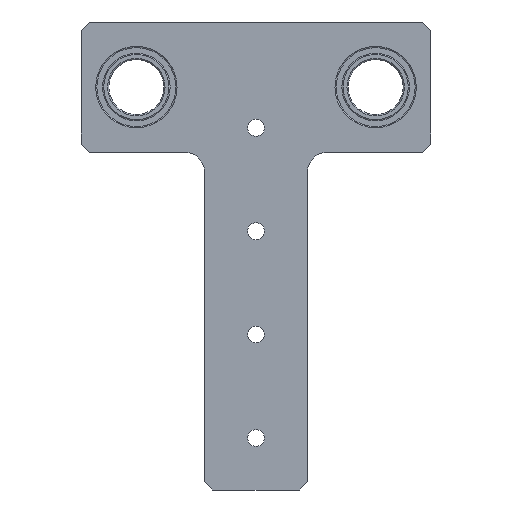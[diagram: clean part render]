
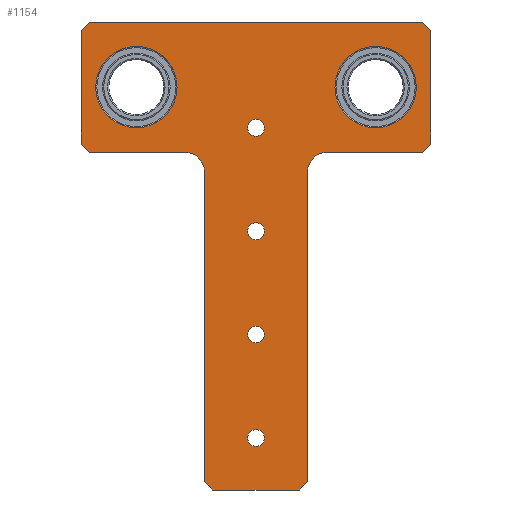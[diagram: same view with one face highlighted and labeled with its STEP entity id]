
A CAD part, front view. The second image highlights one B-rep face of the part: STEP entity #1154.
In plain terms, the highlighted planar face has unit normal (0, -1, 0).
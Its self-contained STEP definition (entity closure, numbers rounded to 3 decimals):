
#38=LINE('',#1548,#98);
#44=LINE('',#1562,#104);
#51=LINE('',#1577,#111);
#52=LINE('',#1579,#112);
#60=LINE('',#1597,#120);
#64=LINE('',#1606,#124);
#69=LINE('',#1615,#129);
#74=LINE('',#1626,#134);
#76=LINE('',#1642,#136);
#77=LINE('',#1643,#137);
#78=LINE('',#1644,#138);
#79=LINE('',#1646,#139);
#80=LINE('',#1647,#140);
#81=LINE('',#1649,#141);
#98=VECTOR('',#1308,1000.);
#104=VECTOR('',#1316,1000.);
#111=VECTOR('',#1325,1000.);
#112=VECTOR('',#1328,1000.);
#120=VECTOR('',#1338,1000.);
#124=VECTOR('',#1344,1000.);
#129=VECTOR('',#1351,1000.);
#134=VECTOR('',#1358,1000.);
#136=VECTOR('',#1374,1000.);
#137=VECTOR('',#1375,1000.);
#138=VECTOR('',#1376,1000.);
#139=VECTOR('',#1379,1000.);
#140=VECTOR('',#1380,1000.);
#141=VECTOR('',#1383,1000.);
#202=ORIENTED_EDGE('',*,*,#396,.T.);
#203=ORIENTED_EDGE('',*,*,#397,.T.);
#204=ORIENTED_EDGE('',*,*,#398,.T.);
#205=ORIENTED_EDGE('',*,*,#399,.T.);
#206=ORIENTED_EDGE('',*,*,#400,.T.);
#207=ORIENTED_EDGE('',*,*,#401,.T.);
#208=ORIENTED_EDGE('',*,*,#394,.F.);
#209=ORIENTED_EDGE('',*,*,#402,.T.);
#210=ORIENTED_EDGE('',*,*,#389,.F.);
#211=ORIENTED_EDGE('',*,*,#403,.T.);
#212=ORIENTED_EDGE('',*,*,#384,.F.);
#213=ORIENTED_EDGE('',*,*,#404,.T.);
#214=ORIENTED_EDGE('',*,*,#380,.F.);
#215=ORIENTED_EDGE('',*,*,#405,.T.);
#216=ORIENTED_EDGE('',*,*,#372,.F.);
#217=ORIENTED_EDGE('',*,*,#406,.T.);
#218=ORIENTED_EDGE('',*,*,#371,.F.);
#219=ORIENTED_EDGE('',*,*,#407,.T.);
#220=ORIENTED_EDGE('',*,*,#364,.F.);
#221=ORIENTED_EDGE('',*,*,#408,.T.);
#222=ORIENTED_EDGE('',*,*,#358,.F.);
#223=ORIENTED_EDGE('',*,*,#409,.T.);
#358=EDGE_CURVE('',#456,#457,#38,.T.);
#364=EDGE_CURVE('',#462,#463,#44,.T.);
#371=EDGE_CURVE('',#469,#466,#51,.T.);
#372=EDGE_CURVE('',#470,#471,#52,.T.);
#380=EDGE_CURVE('',#478,#479,#60,.T.);
#384=EDGE_CURVE('',#482,#483,#64,.T.);
#389=EDGE_CURVE('',#485,#486,#69,.T.);
#394=EDGE_CURVE('',#490,#491,#74,.T.);
#396=EDGE_CURVE('',#492,#492,#532,.T.);
#397=EDGE_CURVE('',#493,#493,#533,.T.);
#398=EDGE_CURVE('',#494,#494,#534,.T.);
#399=EDGE_CURVE('',#495,#495,#535,.T.);
#400=EDGE_CURVE('',#496,#496,#536,.T.);
#401=EDGE_CURVE('',#497,#497,#537,.T.);
#402=EDGE_CURVE('',#490,#486,#76,.F.);
#403=EDGE_CURVE('',#485,#483,#77,.F.);
#404=EDGE_CURVE('',#482,#479,#78,.F.);
#405=EDGE_CURVE('',#478,#471,#538,.F.);
#406=EDGE_CURVE('',#470,#466,#79,.F.);
#407=EDGE_CURVE('',#469,#463,#80,.F.);
#408=EDGE_CURVE('',#462,#457,#539,.F.);
#409=EDGE_CURVE('',#456,#491,#81,.F.);
#456=VERTEX_POINT('',#1549);
#457=VERTEX_POINT('',#1550);
#462=VERTEX_POINT('',#1561);
#463=VERTEX_POINT('',#1563);
#466=VERTEX_POINT('',#1571);
#469=VERTEX_POINT('',#1576);
#470=VERTEX_POINT('',#1580);
#471=VERTEX_POINT('',#1581);
#478=VERTEX_POINT('',#1596);
#479=VERTEX_POINT('',#1598);
#482=VERTEX_POINT('',#1605);
#483=VERTEX_POINT('',#1607);
#485=VERTEX_POINT('',#1614);
#486=VERTEX_POINT('',#1616);
#490=VERTEX_POINT('',#1625);
#491=VERTEX_POINT('',#1627);
#492=VERTEX_POINT('',#1631);
#493=VERTEX_POINT('',#1633);
#494=VERTEX_POINT('',#1635);
#495=VERTEX_POINT('',#1637);
#496=VERTEX_POINT('',#1639);
#497=VERTEX_POINT('',#1641);
#532=CIRCLE('',#1216,10.);
#533=CIRCLE('',#1217,10.);
#534=CIRCLE('',#1218,2.067);
#535=CIRCLE('',#1219,2.067);
#536=CIRCLE('',#1220,2.067);
#537=CIRCLE('',#1221,2.067);
#538=CIRCLE('',#1222,5.);
#539=CIRCLE('',#1223,5.);
#578=EDGE_LOOP('',(#202));
#579=EDGE_LOOP('',(#203));
#580=EDGE_LOOP('',(#204));
#581=EDGE_LOOP('',(#205));
#582=EDGE_LOOP('',(#206));
#583=EDGE_LOOP('',(#207));
#584=EDGE_LOOP('',(#208,#209,#210,#211,#212,#213,#214,#215,#216,#217,#218,
#219,#220,#221,#222,#223));
#670=FACE_BOUND('',#578,.T.);
#671=FACE_BOUND('',#579,.T.);
#672=FACE_BOUND('',#580,.T.);
#673=FACE_BOUND('',#581,.T.);
#674=FACE_BOUND('',#582,.T.);
#675=FACE_BOUND('',#583,.T.);
#676=FACE_BOUND('',#584,.T.);
#760=PLANE('',#1215);
#1154=ADVANCED_FACE('',(#670,#671,#672,#673,#674,#675,#676),#760,.T.);
#1215=AXIS2_PLACEMENT_3D('',#1629,#1360,#1361);
#1216=AXIS2_PLACEMENT_3D('',#1630,#1362,#1363);
#1217=AXIS2_PLACEMENT_3D('',#1632,#1364,#1365);
#1218=AXIS2_PLACEMENT_3D('',#1634,#1366,#1367);
#1219=AXIS2_PLACEMENT_3D('',#1636,#1368,#1369);
#1220=AXIS2_PLACEMENT_3D('',#1638,#1370,#1371);
#1221=AXIS2_PLACEMENT_3D('',#1640,#1372,#1373);
#1222=AXIS2_PLACEMENT_3D('',#1645,#1377,#1378);
#1223=AXIS2_PLACEMENT_3D('',#1648,#1381,#1382);
#1308=DIRECTION('',(-1.,0.,0.));
#1316=DIRECTION('',(0.,0.,-1.));
#1325=DIRECTION('',(-1.,0.,0.));
#1328=DIRECTION('',(0.,0.,1.));
#1338=DIRECTION('',(-1.,0.,0.));
#1344=DIRECTION('',(0.,0.,1.));
#1351=DIRECTION('',(1.,0.,0.));
#1358=DIRECTION('',(0.,0.,-1.));
#1360=DIRECTION('',(0.,-1.,0.));
#1361=DIRECTION('',(0.,0.,-1.));
#1362=DIRECTION('',(0.,1.,0.));
#1363=DIRECTION('',(-1.,0.,0.));
#1364=DIRECTION('',(0.,1.,0.));
#1365=DIRECTION('',(1.,0.,0.));
#1366=DIRECTION('',(0.,1.,0.));
#1367=DIRECTION('',(0.,0.,-1.));
#1368=DIRECTION('',(0.,1.,0.));
#1369=DIRECTION('',(0.,0.,-1.));
#1370=DIRECTION('',(0.,1.,0.));
#1371=DIRECTION('',(0.,0.,-1.));
#1372=DIRECTION('',(0.,1.,0.));
#1373=DIRECTION('',(0.,0.,-1.));
#1374=DIRECTION('',(0.707,0.,-0.707));
#1375=DIRECTION('',(0.707,0.,0.707));
#1376=DIRECTION('',(-0.707,0.,0.707));
#1377=DIRECTION('',(0.,-1.,0.));
#1378=DIRECTION('',(0.,0.,-1.));
#1379=DIRECTION('',(-0.707,0.,0.707));
#1380=DIRECTION('',(-0.707,0.,-0.707));
#1381=DIRECTION('',(0.,-1.,0.));
#1382=DIRECTION('',(0.,0.,-1.));
#1383=DIRECTION('',(-0.707,0.,-0.707));
#1548=CARTESIAN_POINT('',(43.,-15.,-16.));
#1549=CARTESIAN_POINT('',(41.,-15.,-16.));
#1550=CARTESIAN_POINT('',(17.6,-15.,-16.));
#1561=CARTESIAN_POINT('',(12.6,-15.,-21.));
#1562=CARTESIAN_POINT('',(12.6,-15.,-16.));
#1563=CARTESIAN_POINT('',(12.6,-15.,-97.));
#1571=CARTESIAN_POINT('',(-10.6,-15.,-99.));
#1576=CARTESIAN_POINT('',(10.6,-15.,-99.));
#1577=CARTESIAN_POINT('',(-12.6,-15.,-99.));
#1579=CARTESIAN_POINT('',(-12.6,-15.,-16.));
#1580=CARTESIAN_POINT('',(-12.6,-15.,-97.));
#1581=CARTESIAN_POINT('',(-12.6,-15.,-21.));
#1596=CARTESIAN_POINT('',(-17.6,-15.,-16.));
#1597=CARTESIAN_POINT('',(-43.,-15.,-16.));
#1598=CARTESIAN_POINT('',(-41.,-15.,-16.));
#1605=CARTESIAN_POINT('',(-43.,-15.,-14.));
#1606=CARTESIAN_POINT('',(-43.,-15.,16.));
#1607=CARTESIAN_POINT('',(-43.,-15.,14.));
#1614=CARTESIAN_POINT('',(-41.,-15.,16.));
#1615=CARTESIAN_POINT('',(43.,-15.,16.));
#1616=CARTESIAN_POINT('',(41.,-15.,16.));
#1625=CARTESIAN_POINT('',(43.,-15.,14.));
#1626=CARTESIAN_POINT('',(43.,-15.,-16.));
#1627=CARTESIAN_POINT('',(43.,-15.,-14.));
#1629=CARTESIAN_POINT('',(0.,-15.,0.));
#1630=CARTESIAN_POINT('',(-29.4,-15.,0.));
#1631=CARTESIAN_POINT('',(-39.4,-15.,0.));
#1632=CARTESIAN_POINT('',(29.4,-15.,0.));
#1633=CARTESIAN_POINT('',(39.4,-15.,0.));
#1634=CARTESIAN_POINT('',(0.,-15.,-86.2));
#1635=CARTESIAN_POINT('',(0.,-15.,-88.267));
#1636=CARTESIAN_POINT('',(0.,-15.,-60.8));
#1637=CARTESIAN_POINT('',(0.,-15.,-62.867));
#1638=CARTESIAN_POINT('',(0.,-15.,-35.4));
#1639=CARTESIAN_POINT('',(0.,-15.,-37.467));
#1640=CARTESIAN_POINT('',(0.,-15.,-10.));
#1641=CARTESIAN_POINT('',(0.,-15.,-12.067));
#1642=CARTESIAN_POINT('',(28.5,-15.,28.5));
#1643=CARTESIAN_POINT('',(-28.5,-15.,28.5));
#1644=CARTESIAN_POINT('',(-28.5,-15.,-28.5));
#1645=CARTESIAN_POINT('',(-17.6,-15.,-21.));
#1646=CARTESIAN_POINT('',(-54.8,-15.,-54.8));
#1647=CARTESIAN_POINT('',(54.8,-15.,-54.8));
#1648=CARTESIAN_POINT('',(17.6,-15.,-21.));
#1649=CARTESIAN_POINT('',(28.5,-15.,-28.5));
